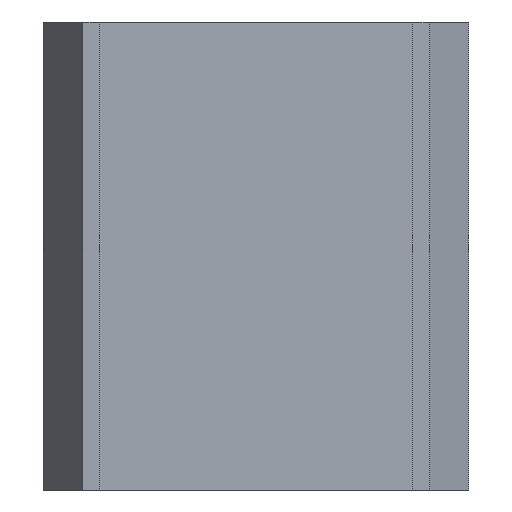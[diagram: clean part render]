
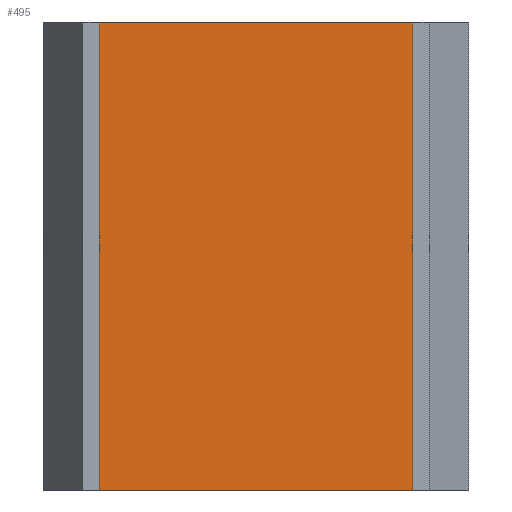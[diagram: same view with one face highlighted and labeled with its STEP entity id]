
A CAD part, front view. The second image highlights one B-rep face of the part: STEP entity #495.
In plain terms, the highlighted planar face has unit normal (0, -1, 0).
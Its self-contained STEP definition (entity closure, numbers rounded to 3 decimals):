
#24=FACE_OUTER_BOUND('',#48,.T.);
#48=EDGE_LOOP('',(#344,#345,#346,#347));
#91=LINE('',#731,#157);
#93=LINE('',#735,#159);
#94=LINE('',#737,#160);
#95=LINE('',#738,#161);
#157=VECTOR('',#604,1000.);
#159=VECTOR('',#608,1000.);
#160=VECTOR('',#609,1000.);
#161=VECTOR('',#610,1000.);
#214=VERTEX_POINT('',#728);
#215=VERTEX_POINT('',#730);
#216=VERTEX_POINT('',#734);
#217=VERTEX_POINT('',#736);
#267=EDGE_CURVE('',#215,#214,#91,.T.);
#269=EDGE_CURVE('',#214,#216,#93,.T.);
#270=EDGE_CURVE('',#217,#216,#94,.T.);
#271=EDGE_CURVE('',#215,#217,#95,.T.);
#344=ORIENTED_EDGE('',*,*,#269,.T.);
#345=ORIENTED_EDGE('',*,*,#270,.F.);
#346=ORIENTED_EDGE('',*,*,#271,.F.);
#347=ORIENTED_EDGE('',*,*,#267,.T.);
#446=PLANE('',#539);
#495=ADVANCED_FACE('',(#24),#446,.F.);
#539=AXIS2_PLACEMENT_3D('',#733,#606,#607);
#604=DIRECTION('',(0.,0.,-1.));
#606=DIRECTION('center_axis',(0.,1.,0.));
#607=DIRECTION('ref_axis',(-1.,0.,0.));
#608=DIRECTION('',(1.,0.,0.));
#609=DIRECTION('',(0.,0.,-1.));
#610=DIRECTION('',(1.,0.,0.));
#728=CARTESIAN_POINT('',(-3.35,-0.7,0.));
#730=CARTESIAN_POINT('',(-3.35,-0.7,10.));
#731=CARTESIAN_POINT('',(-3.35,-0.7,200.));
#733=CARTESIAN_POINT('Origin',(-3.35,-0.7,200.));
#734=CARTESIAN_POINT('',(3.35,-0.7,0.));
#735=CARTESIAN_POINT('',(-3.35,-0.7,0.));
#736=CARTESIAN_POINT('',(3.35,-0.7,10.));
#737=CARTESIAN_POINT('',(3.35,-0.7,200.));
#738=CARTESIAN_POINT('',(-3.35,-0.7,10.));
